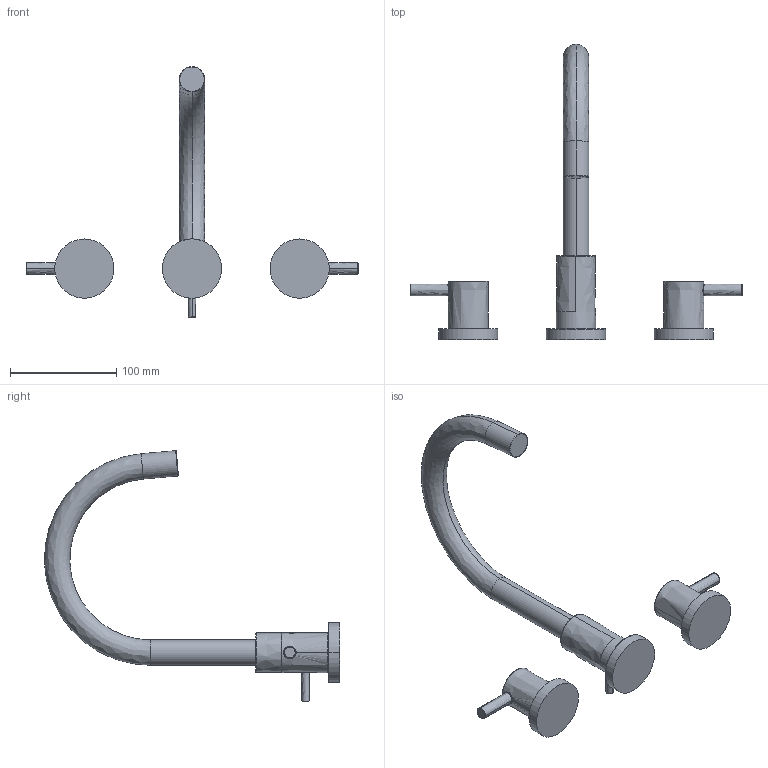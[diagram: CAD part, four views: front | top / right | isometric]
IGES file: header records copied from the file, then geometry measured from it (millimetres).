
Start section:  PTC IGES file: 8200.igs
Global section: file name: 8200.igs; native system: Creo Parametric by PTC Inc.; preprocessor: 2018400; author: jinson.thomas; organization: Unknown; date: 20201130.141201; units: inch
Bounding box: 313.2 x 278.3 x 236.47 mm (x, y, z)
Volume: 439245.9 mm3; surface area: 73754.7 mm2
Topology: 3 solids, 3 shells, 65 faces, 138 edges, 81 vertices
Faces by surface type: revolution 48, bspline 17
